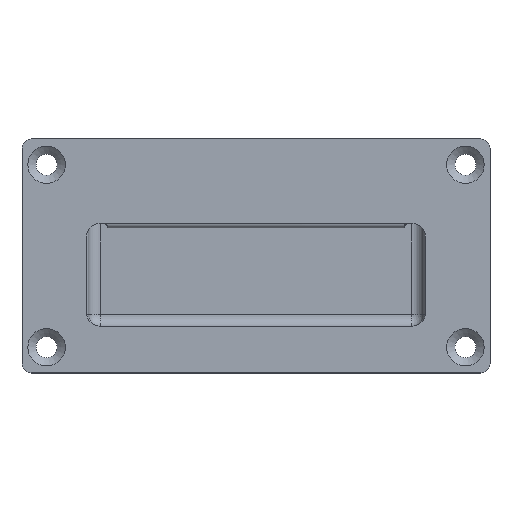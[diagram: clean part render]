
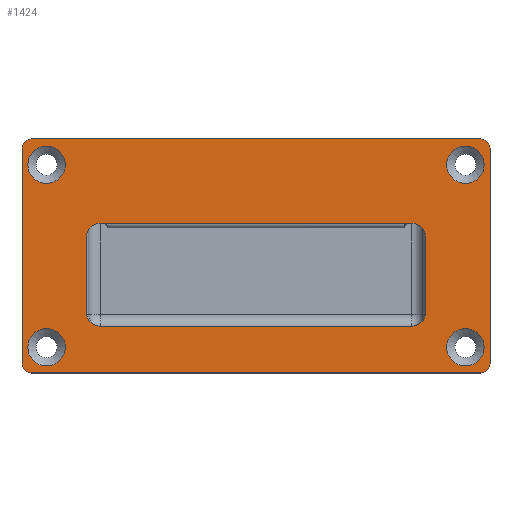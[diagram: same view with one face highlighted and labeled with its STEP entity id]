
A CAD part, top view. The second image highlights one B-rep face of the part: STEP entity #1424.
In plain terms, the highlighted planar face has unit normal (0, 0, 1).
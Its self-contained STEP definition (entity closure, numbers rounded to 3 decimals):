
#37=FACE_BOUND('',#447,.T.);
#38=FACE_BOUND('',#448,.T.);
#39=FACE_BOUND('',#449,.T.);
#40=FACE_BOUND('',#450,.T.);
#41=FACE_BOUND('',#451,.T.);
#98=LINE('',#2313,#206);
#103=LINE('',#2432,#211);
#110=LINE('',#2449,#218);
#111=LINE('',#2453,#219);
#112=LINE('',#2457,#220);
#113=LINE('',#2461,#221);
#114=LINE('',#2465,#222);
#115=LINE('',#2470,#223);
#116=LINE('',#2474,#224);
#117=LINE('',#2478,#225);
#206=VECTOR('',#1708,0.59);
#211=VECTOR('',#1717,0.59);
#218=VECTOR('',#1734,65.32);
#219=VECTOR('',#1737,46.);
#220=VECTOR('',#1740,96.);
#221=VECTOR('',#1743,46.);
#222=VECTOR('',#1746,96.);
#223=VECTOR('',#1751,16.);
#224=VECTOR('',#1754,66.5);
#225=VECTOR('',#1757,16.);
#318=PLANE('',#1523);
#352=FACE_OUTER_BOUND('',#446,.T.);
#446=EDGE_LOOP('',(#1027,#1028,#1029,#1030,#1031,#1032,#1033,#1034));
#447=EDGE_LOOP('',(#1035,#1036,#1037,#1038,#1039,#1040,#1041,#1042,#1043,
#1044));
#448=EDGE_LOOP('',(#1045));
#449=EDGE_LOOP('',(#1046));
#450=EDGE_LOOP('',(#1047));
#451=EDGE_LOOP('',(#1048));
#557=CIRCLE('',#1524,2.);
#558=CIRCLE('',#1525,2.);
#559=CIRCLE('',#1526,2.);
#560=CIRCLE('',#1527,2.);
#561=CIRCLE('',#1528,3.);
#562=CIRCLE('',#1529,3.);
#563=CIRCLE('',#1530,3.);
#564=CIRCLE('',#1531,3.);
#565=CIRCLE('',#1532,4.);
#566=CIRCLE('',#1533,4.);
#567=CIRCLE('',#1534,4.);
#568=CIRCLE('',#1535,4.);
#658=VERTEX_POINT('',#2279);
#659=VERTEX_POINT('',#2312);
#662=VERTEX_POINT('',#2378);
#666=VERTEX_POINT('',#2430);
#672=VERTEX_POINT('',#2451);
#673=VERTEX_POINT('',#2452);
#674=VERTEX_POINT('',#2454);
#675=VERTEX_POINT('',#2456);
#676=VERTEX_POINT('',#2458);
#677=VERTEX_POINT('',#2460);
#678=VERTEX_POINT('',#2462);
#679=VERTEX_POINT('',#2464);
#680=VERTEX_POINT('',#2467);
#681=VERTEX_POINT('',#2469);
#682=VERTEX_POINT('',#2471);
#683=VERTEX_POINT('',#2473);
#684=VERTEX_POINT('',#2475);
#685=VERTEX_POINT('',#2477);
#686=VERTEX_POINT('',#2480);
#687=VERTEX_POINT('',#2482);
#688=VERTEX_POINT('',#2484);
#689=VERTEX_POINT('',#2486);
#789=EDGE_CURVE('',#659,#658,#98,.T.);
#798=EDGE_CURVE('',#662,#666,#103,.T.);
#807=EDGE_CURVE('',#658,#662,#110,.T.);
#808=EDGE_CURVE('',#672,#673,#111,.T.);
#809=EDGE_CURVE('',#673,#674,#557,.T.);
#810=EDGE_CURVE('',#674,#675,#112,.T.);
#811=EDGE_CURVE('',#675,#676,#558,.T.);
#812=EDGE_CURVE('',#676,#677,#113,.T.);
#813=EDGE_CURVE('',#677,#678,#559,.T.);
#814=EDGE_CURVE('',#678,#679,#114,.T.);
#815=EDGE_CURVE('',#679,#672,#560,.T.);
#816=EDGE_CURVE('',#666,#680,#561,.T.);
#817=EDGE_CURVE('',#680,#681,#115,.T.);
#818=EDGE_CURVE('',#681,#682,#562,.T.);
#819=EDGE_CURVE('',#682,#683,#116,.T.);
#820=EDGE_CURVE('',#683,#684,#563,.T.);
#821=EDGE_CURVE('',#684,#685,#117,.T.);
#822=EDGE_CURVE('',#685,#659,#564,.T.);
#823=EDGE_CURVE('',#686,#686,#565,.T.);
#824=EDGE_CURVE('',#687,#687,#566,.T.);
#825=EDGE_CURVE('',#688,#688,#567,.T.);
#826=EDGE_CURVE('',#689,#689,#568,.T.);
#1027=ORIENTED_EDGE('',*,*,#808,.T.);
#1028=ORIENTED_EDGE('',*,*,#809,.T.);
#1029=ORIENTED_EDGE('',*,*,#810,.T.);
#1030=ORIENTED_EDGE('',*,*,#811,.T.);
#1031=ORIENTED_EDGE('',*,*,#812,.T.);
#1032=ORIENTED_EDGE('',*,*,#813,.T.);
#1033=ORIENTED_EDGE('',*,*,#814,.T.);
#1034=ORIENTED_EDGE('',*,*,#815,.T.);
#1035=ORIENTED_EDGE('',*,*,#807,.T.);
#1036=ORIENTED_EDGE('',*,*,#798,.T.);
#1037=ORIENTED_EDGE('',*,*,#816,.T.);
#1038=ORIENTED_EDGE('',*,*,#817,.T.);
#1039=ORIENTED_EDGE('',*,*,#818,.T.);
#1040=ORIENTED_EDGE('',*,*,#819,.T.);
#1041=ORIENTED_EDGE('',*,*,#820,.T.);
#1042=ORIENTED_EDGE('',*,*,#821,.T.);
#1043=ORIENTED_EDGE('',*,*,#822,.T.);
#1044=ORIENTED_EDGE('',*,*,#789,.T.);
#1045=ORIENTED_EDGE('',*,*,#823,.T.);
#1046=ORIENTED_EDGE('',*,*,#824,.T.);
#1047=ORIENTED_EDGE('',*,*,#825,.T.);
#1048=ORIENTED_EDGE('',*,*,#826,.T.);
#1424=ADVANCED_FACE('',(#352,#37,#38,#39,#40,#41),#318,.T.);
#1523=AXIS2_PLACEMENT_3D('',#2450,#1735,#1736);
#1524=AXIS2_PLACEMENT_3D('',#2455,#1738,#1739);
#1525=AXIS2_PLACEMENT_3D('',#2459,#1741,#1742);
#1526=AXIS2_PLACEMENT_3D('',#2463,#1744,#1745);
#1527=AXIS2_PLACEMENT_3D('',#2466,#1747,#1748);
#1528=AXIS2_PLACEMENT_3D('',#2468,#1749,#1750);
#1529=AXIS2_PLACEMENT_3D('',#2472,#1752,#1753);
#1530=AXIS2_PLACEMENT_3D('',#2476,#1755,#1756);
#1531=AXIS2_PLACEMENT_3D('',#2479,#1758,#1759);
#1532=AXIS2_PLACEMENT_3D('',#2481,#1760,#1761);
#1533=AXIS2_PLACEMENT_3D('',#2483,#1762,#1763);
#1534=AXIS2_PLACEMENT_3D('',#2485,#1764,#1765);
#1535=AXIS2_PLACEMENT_3D('',#2487,#1766,#1767);
#1708=DIRECTION('',(1.,0.,0.));
#1717=DIRECTION('',(1.,0.,0.));
#1734=DIRECTION('',(1.,0.,0.));
#1735=DIRECTION('center_axis',(0.,0.,1.));
#1736=DIRECTION('ref_axis',(1.,0.,0.));
#1737=DIRECTION('',(0.,-1.,0.));
#1738=DIRECTION('center_axis',(0.,0.,1.));
#1739=DIRECTION('ref_axis',(-1.,0.,0.));
#1740=DIRECTION('',(1.,0.,0.));
#1741=DIRECTION('center_axis',(0.,0.,1.));
#1742=DIRECTION('ref_axis',(0.,-1.,0.));
#1743=DIRECTION('',(0.,1.,0.));
#1744=DIRECTION('center_axis',(0.,0.,1.));
#1745=DIRECTION('ref_axis',(1.,0.,0.));
#1746=DIRECTION('',(-1.,0.,0.));
#1747=DIRECTION('center_axis',(0.,0.,1.));
#1748=DIRECTION('ref_axis',(0.,1.,0.));
#1749=DIRECTION('center_axis',(0.,0.,-1.));
#1750=DIRECTION('ref_axis',(1.,0.,0.));
#1751=DIRECTION('',(0.,-1.,0.));
#1752=DIRECTION('center_axis',(0.,0.,-1.));
#1753=DIRECTION('ref_axis',(0.,-1.,0.));
#1754=DIRECTION('',(-1.,0.,0.));
#1755=DIRECTION('center_axis',(0.,0.,-1.));
#1756=DIRECTION('ref_axis',(-1.,0.,0.));
#1757=DIRECTION('',(0.,1.,0.));
#1758=DIRECTION('center_axis',(0.,0.,-1.));
#1759=DIRECTION('ref_axis',(0.,1.,0.));
#1760=DIRECTION('center_axis',(0.,0.,-1.));
#1761=DIRECTION('ref_axis',(1.,0.,0.));
#1762=DIRECTION('center_axis',(0.,0.,-1.));
#1763=DIRECTION('ref_axis',(1.,0.,0.));
#1764=DIRECTION('center_axis',(0.,0.,-1.));
#1765=DIRECTION('ref_axis',(1.,0.,0.));
#1766=DIRECTION('center_axis',(0.,0.,-1.));
#1767=DIRECTION('ref_axis',(1.,0.,0.));
#2279=CARTESIAN_POINT('',(-32.66,7.,1.5));
#2312=CARTESIAN_POINT('',(-33.25,7.,1.5));
#2313=CARTESIAN_POINT('',(-16.625,7.,1.5));
#2378=CARTESIAN_POINT('',(32.66,7.,1.5));
#2430=CARTESIAN_POINT('',(33.25,7.,1.5));
#2432=CARTESIAN_POINT('',(-16.625,7.,1.5));
#2449=CARTESIAN_POINT('',(-16.625,7.,1.5));
#2450=CARTESIAN_POINT('Origin',(0.,0.,
1.5));
#2451=CARTESIAN_POINT('',(-50.,23.,1.5));
#2452=CARTESIAN_POINT('',(-50.,-23.,1.5));
#2453=CARTESIAN_POINT('',(-50.,23.,1.5));
#2454=CARTESIAN_POINT('',(-48.,-25.,1.5));
#2455=CARTESIAN_POINT('Origin',(-48.,-23.,1.5));
#2456=CARTESIAN_POINT('',(48.,-25.,1.5));
#2457=CARTESIAN_POINT('',(-48.,-25.,1.5));
#2458=CARTESIAN_POINT('',(50.,-23.,1.5));
#2459=CARTESIAN_POINT('Origin',(48.,-23.,1.5));
#2460=CARTESIAN_POINT('',(50.,23.,1.5));
#2461=CARTESIAN_POINT('',(50.,-23.,1.5));
#2462=CARTESIAN_POINT('',(48.,25.,1.5));
#2463=CARTESIAN_POINT('Origin',(48.,23.,1.5));
#2464=CARTESIAN_POINT('',(-48.,25.,1.5));
#2465=CARTESIAN_POINT('',(48.,25.,1.5));
#2466=CARTESIAN_POINT('Origin',(-48.,23.,1.5));
#2467=CARTESIAN_POINT('',(36.25,4.,1.5));
#2468=CARTESIAN_POINT('Origin',(33.25,4.,1.5));
#2469=CARTESIAN_POINT('',(36.25,-12.,1.5));
#2470=CARTESIAN_POINT('',(36.25,2.,1.5));
#2471=CARTESIAN_POINT('',(33.25,-15.,1.5));
#2472=CARTESIAN_POINT('Origin',(33.25,-12.,1.5));
#2473=CARTESIAN_POINT('',(-33.25,-15.,1.5));
#2474=CARTESIAN_POINT('',(16.625,-15.,1.5));
#2475=CARTESIAN_POINT('',(-36.25,-12.,1.5));
#2476=CARTESIAN_POINT('Origin',(-33.25,-12.,1.5));
#2477=CARTESIAN_POINT('',(-36.25,4.,1.5));
#2478=CARTESIAN_POINT('',(-36.25,-6.,1.5));
#2479=CARTESIAN_POINT('Origin',(-33.25,4.,1.5));
#2480=CARTESIAN_POINT('',(48.75,19.5,1.5));
#2481=CARTESIAN_POINT('Origin',(44.75,19.5,1.5));
#2482=CARTESIAN_POINT('',(-40.75,-19.5,1.5));
#2483=CARTESIAN_POINT('Origin',(-44.75,-19.5,1.5));
#2484=CARTESIAN_POINT('',(-40.75,19.5,1.5));
#2485=CARTESIAN_POINT('Origin',(-44.75,19.5,1.5));
#2486=CARTESIAN_POINT('',(48.75,-19.5,1.5));
#2487=CARTESIAN_POINT('Origin',(44.75,-19.5,1.5));
